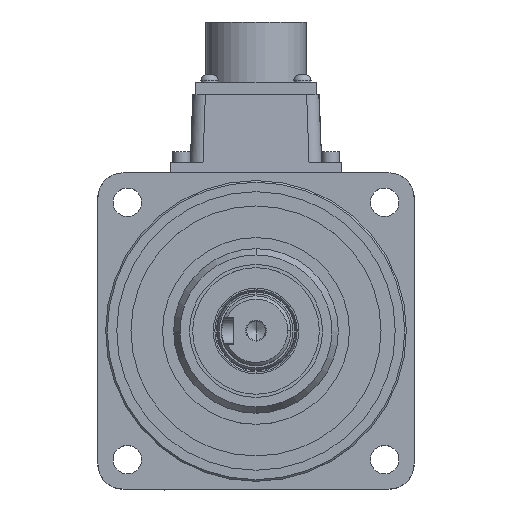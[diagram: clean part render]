
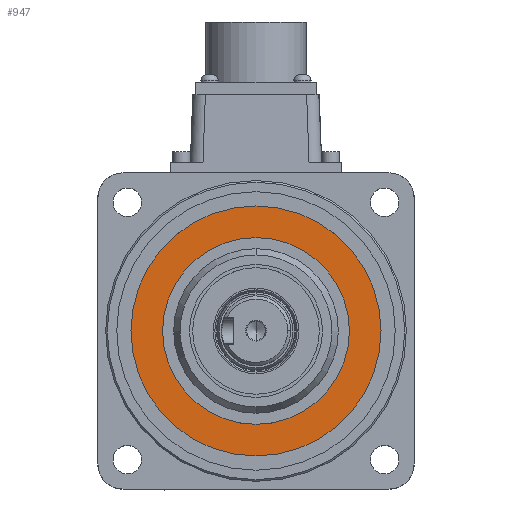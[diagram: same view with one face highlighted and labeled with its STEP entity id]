
A CAD part, top view. The second image highlights one B-rep face of the part: STEP entity #947.
In plain terms, the highlighted planar face has unit normal (0, 0, 1).
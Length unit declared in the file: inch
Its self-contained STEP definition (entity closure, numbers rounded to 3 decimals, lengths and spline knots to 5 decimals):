
#170 = CARTESIAN_POINT ( 'NONE',  ( 0., 0., 2.14173 ) ) ;
#947 = ADVANCED_FACE ( 'NONE', ( #4660, #17307 ), #17494, .F. ) ;
#1411 = ORIENTED_EDGE ( 'NONE', *, *, #7096, .T. ) ;
#1528 = CARTESIAN_POINT ( 'NONE',  ( 0., 0., 2.14173 ) ) ;
#1850 = CARTESIAN_POINT ( 'NONE',  ( 0., 1.16142, 2.14173 ) ) ;
#2014 = VERTEX_POINT ( 'NONE', #3873 ) ;
#2545 = DIRECTION ( 'NONE',  ( -1., 0., 0. ) ) ;
#2612 = VERTEX_POINT ( 'NONE', #1850 ) ;
#2768 = CARTESIAN_POINT ( 'NONE',  ( 0., 0., 2.14173 ) ) ;
#3081 = DIRECTION ( 'NONE',  ( -1., 0., 0. ) ) ;
#3189 = CARTESIAN_POINT ( 'NONE',  ( 0., 0., 2.14173 ) ) ;
#3873 = CARTESIAN_POINT ( 'NONE',  ( 0., 1.55512, 2.14173 ) ) ;
#4575 = VERTEX_POINT ( 'NONE', #15190 ) ;
#4660 = FACE_BOUND ( 'NONE', #11243, .T. ) ;
#5803 = DIRECTION ( 'NONE',  ( 0., 0., 1. ) ) ;
#6669 = EDGE_CURVE ( 'NONE', #2612, #4575, #17189, .T. ) ;
#7096 = EDGE_CURVE ( 'NONE', #7814, #2014, #11926, .T. ) ;
#7124 = CARTESIAN_POINT ( 'NONE',  ( 0., 0., 2.14173 ) ) ;
#7424 = DIRECTION ( 'NONE',  ( 0., 0., 1. ) ) ;
#7814 = VERTEX_POINT ( 'NONE', #12154 ) ;
#7860 = DIRECTION ( 'NONE',  ( 0., 0., -1. ) ) ;
#8250 = AXIS2_PLACEMENT_3D ( 'NONE', #170, #17375, #15724 ) ;
#8960 = EDGE_CURVE ( 'NONE', #2014, #7814, #10329, .T. ) ;
#9049 = CIRCLE ( 'NONE', #10361, 1.16142 ) ;
#10243 = EDGE_CURVE ( 'NONE', #4575, #2612, #9049, .T. ) ;
#10329 = CIRCLE ( 'NONE', #14620, 1.55512 ) ;
#10361 = AXIS2_PLACEMENT_3D ( 'NONE', #2768, #5803, #2545 ) ;
#11243 = EDGE_LOOP ( 'NONE', ( #11708, #18204 ) ) ;
#11283 = AXIS2_PLACEMENT_3D ( 'NONE', #3189, #7860, #15961 ) ;
#11708 = ORIENTED_EDGE ( 'NONE', *, *, #10243, .F. ) ;
#11926 = CIRCLE ( 'NONE', #17530, 1.55512 ) ;
#12154 = CARTESIAN_POINT ( 'NONE',  ( 0., -1.55512, 2.14173 ) ) ;
#12952 = ORIENTED_EDGE ( 'NONE', *, *, #8960, .T. ) ;
#13981 = DIRECTION ( 'NONE',  ( 0., 0., 1. ) ) ;
#14484 = EDGE_LOOP ( 'NONE', ( #1411, #12952 ) ) ;
#14620 = AXIS2_PLACEMENT_3D ( 'NONE', #7124, #7424, #19640 ) ;
#15190 = CARTESIAN_POINT ( 'NONE',  ( 0., -1.16142, 2.14173 ) ) ;
#15724 = DIRECTION ( 'NONE',  ( -1., 0., 0. ) ) ;
#15961 = DIRECTION ( 'NONE',  ( 0., -1., 0. ) ) ;
#17189 = CIRCLE ( 'NONE', #8250, 1.16142 ) ;
#17307 = FACE_OUTER_BOUND ( 'NONE', #14484, .T. ) ;
#17375 = DIRECTION ( 'NONE',  ( 0., 0., 1. ) ) ;
#17494 = PLANE ( 'NONE',  #11283 ) ;
#17530 = AXIS2_PLACEMENT_3D ( 'NONE', #1528, #13981, #3081 ) ;
#18204 = ORIENTED_EDGE ( 'NONE', *, *, #6669, .F. ) ;
#19640 = DIRECTION ( 'NONE',  ( -1., 0., 0. ) ) ;
